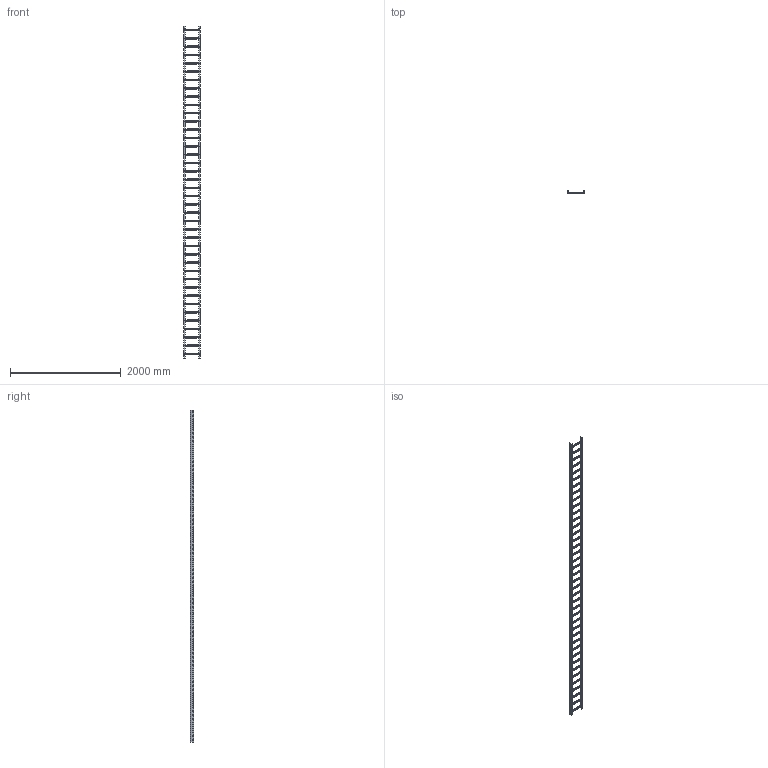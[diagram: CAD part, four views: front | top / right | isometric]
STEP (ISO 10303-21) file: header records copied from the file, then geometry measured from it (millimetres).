
FILE_DESCRIPTION (( 'STEP AP214' ), '1' );
FILE_NAME ('6207527.STEP', '2025-08-15T12:53:05', ( '' ), ( '' ), 'SwSTEP 2.0', 'SolidWorks 2024', '' );
FILE_SCHEMA (( 'AUTOMOTIVE_DESIGN' ));
Length unit declared in the file: millimetre
Products named in the file (44): KTS 05.018-008_L295; 057481_L6000; KTS 14.040-001_Klemmzustand-L= 3,00; 6207527
Assembly tree (122 placements, depth 2):
  6207527
    057481_L6000
    057481_L6000
    KTS 05.018-008_L295
    KTS 14.040-001_Klemmzustand-L= 3,00  x80
    KTS 05.018-008_L295
    KTS 05.018-008_L295
    KTS 05.018-008_L295
    KTS 05.018-008_L295
    KTS 05.018-008_L295
    KTS 05.018-008_L295
    KTS 05.018-008_L295
    KTS 05.018-008_L295
    KTS 05.018-008_L295
    KTS 05.018-008_L295
    KTS 05.018-008_L295
    KTS 05.018-008_L295
    KTS 05.018-008_L295
    KTS 05.018-008_L295
    KTS 05.018-008_L295
    KTS 05.018-008_L295
    KTS 05.018-008_L295
    KTS 05.018-008_L295
    KTS 05.018-008_L295
    KTS 05.018-008_L295
    KTS 05.018-008_L295
    KTS 05.018-008_L295
    KTS 05.018-008_L295
    KTS 05.018-008_L295
    KTS 05.018-008_L295
    KTS 05.018-008_L295
    KTS 05.018-008_L295
    KTS 05.018-008_L295
    KTS 05.018-008_L295
    KTS 05.018-008_L295
    KTS 05.018-008_L295
    KTS 05.018-008_L295
    KTS 05.018-008_L295
    KTS 05.018-008_L295
    KTS 05.018-008_L295
    KTS 05.018-008_L295
    KTS 05.018-008_L295
    KTS 05.018-008_L295
    KTS 05.018-008_L295
Bounding box: 300 x 61.6 x 6000 mm (x, y, z)
Volume: 2800413.8 mm3; surface area: 3870388.3 mm2
Topology: 122 solids, 122 shells, 5016 faces, 13180 edges, 8568 vertices
Faces by surface type: plane 3572, cylinder 1124, torus 320
Entity records: 122007 total; most frequent: CARTESIAN_POINT 21201, ORIENTED_EDGE 20988, DIRECTION 18604, EDGE_CURVE 10494, VECTOR 9822, LINE 9822, VERTEX_POINT 6988, EDGE_LOOP 5044
